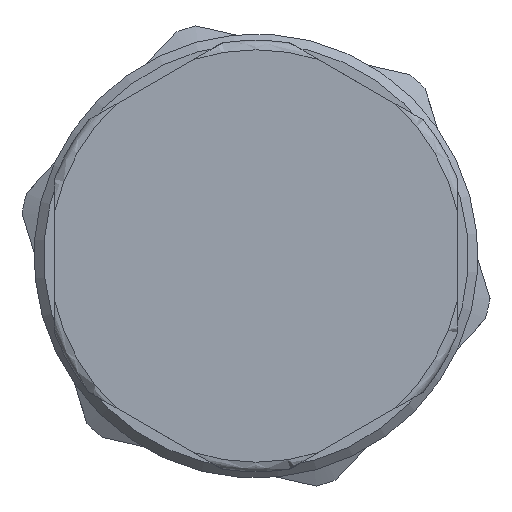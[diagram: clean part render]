
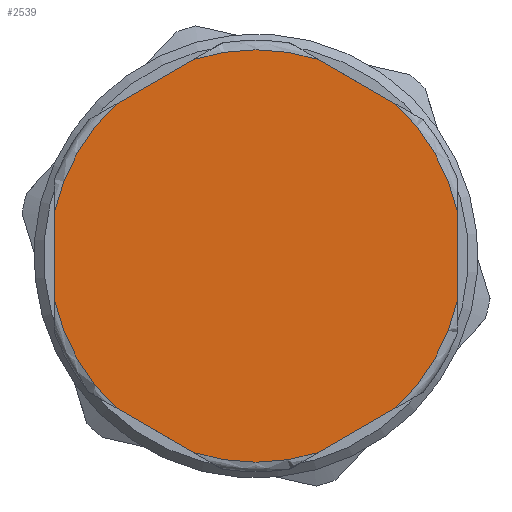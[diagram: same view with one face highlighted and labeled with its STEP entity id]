
A CAD part, left-side view. The second image highlights one B-rep face of the part: STEP entity #2539.
In plain terms, the highlighted planar face has unit normal (-1, 0, 0).
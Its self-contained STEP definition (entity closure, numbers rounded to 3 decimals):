
#1217=CARTESIAN_POINT('',(0.0,7.246,-7.941));
#1218=VERTEX_POINT('',#1217);
#1219=CARTESIAN_POINT('',(0.0,3.254,-10.246));
#1220=VERTEX_POINT('',#1219);
#1221=CARTESIAN_POINT('',(0.,7.246,-7.941));
#1222=DIRECTION('',(0.0,-0.866,-0.5));
#1223=VECTOR('',#1222,4.61);
#1224=LINE('',#1221,#1223);
#1225=EDGE_CURVE('',#1218,#1220,#1224,.T.);
#1349=CARTESIAN_POINT('',(0.0,-3.254,-10.246));
#1350=VERTEX_POINT('',#1349);
#1351=CARTESIAN_POINT('',(0.0,-7.246,-7.941));
#1352=VERTEX_POINT('',#1351);
#1353=CARTESIAN_POINT('',(0.,-3.254,-10.246));
#1354=DIRECTION('',(0.0,-0.866,0.5));
#1355=VECTOR('',#1354,4.61);
#1356=LINE('',#1353,#1355);
#1357=EDGE_CURVE('',#1350,#1352,#1356,.T.);
#1481=CARTESIAN_POINT('',(0.0,-10.5,-2.305));
#1482=VERTEX_POINT('',#1481);
#1483=CARTESIAN_POINT('',(0.0,-10.5,2.305));
#1484=VERTEX_POINT('',#1483);
#1485=CARTESIAN_POINT('',(0.,-10.5,-2.305));
#1486=DIRECTION('',(0.0,0.0,1.0));
#1487=VECTOR('',#1486,4.61);
#1488=LINE('',#1485,#1487);
#1489=EDGE_CURVE('',#1482,#1484,#1488,.T.);
#1613=CARTESIAN_POINT('',(0.0,-7.246,7.941));
#1614=VERTEX_POINT('',#1613);
#1615=CARTESIAN_POINT('',(0.0,-3.254,10.246));
#1616=VERTEX_POINT('',#1615);
#1617=CARTESIAN_POINT('',(0.,-7.246,7.941));
#1618=DIRECTION('',(0.0,0.866,0.5));
#1619=VECTOR('',#1618,4.61);
#1620=LINE('',#1617,#1619);
#1621=EDGE_CURVE('',#1614,#1616,#1620,.T.);
#1745=CARTESIAN_POINT('',(0.0,3.254,10.246));
#1746=VERTEX_POINT('',#1745);
#1747=CARTESIAN_POINT('',(0.0,7.246,7.941));
#1748=VERTEX_POINT('',#1747);
#1749=CARTESIAN_POINT('',(0.,3.254,10.246));
#1750=DIRECTION('',(0.0,0.866,-0.5));
#1751=VECTOR('',#1750,4.61);
#1752=LINE('',#1749,#1751);
#1753=EDGE_CURVE('',#1746,#1748,#1752,.T.);
#2292=CARTESIAN_POINT('',(0.0,10.5,-2.305));
#2293=VERTEX_POINT('',#2292);
#2294=CARTESIAN_POINT('',(0.0,0.0,0.0));
#2295=DIRECTION('',(1.0,0.0,0.0));
#2296=DIRECTION('',(0.0,1.0,0.0));
#2297=AXIS2_PLACEMENT_3D('',#2294,#2295,#2296);
#2298=CIRCLE('',#2297,10.75);
#2299=EDGE_CURVE('',#1218,#2293,#2298,.T.);
#2327=CARTESIAN_POINT('',(0.0,10.5,2.305));
#2328=VERTEX_POINT('',#2327);
#2344=CARTESIAN_POINT('',(0.0,0.0,0.0));
#2345=DIRECTION('',(1.0,0.0,0.0));
#2346=DIRECTION('',(0.0,1.0,0.0));
#2347=AXIS2_PLACEMENT_3D('',#2344,#2345,#2346);
#2348=CIRCLE('',#2347,10.75);
#2349=EDGE_CURVE('',#2328,#1748,#2348,.T.);
#2362=CARTESIAN_POINT('',(0.0,0.0,0.0));
#2363=DIRECTION('',(1.0,0.0,0.0));
#2364=DIRECTION('',(0.0,1.0,0.0));
#2365=AXIS2_PLACEMENT_3D('',#2362,#2363,#2364);
#2366=CIRCLE('',#2365,10.75);
#2367=EDGE_CURVE('',#1746,#1616,#2366,.T.);
#2380=CARTESIAN_POINT('',(0.0,0.0,0.0));
#2381=DIRECTION('',(1.0,0.0,0.0));
#2382=DIRECTION('',(0.0,1.0,0.0));
#2383=AXIS2_PLACEMENT_3D('',#2380,#2381,#2382);
#2384=CIRCLE('',#2383,10.75);
#2385=EDGE_CURVE('',#1614,#1484,#2384,.T.);
#2398=CARTESIAN_POINT('',(0.0,0.0,0.0));
#2399=DIRECTION('',(1.0,0.0,0.0));
#2400=DIRECTION('',(0.0,1.0,0.0));
#2401=AXIS2_PLACEMENT_3D('',#2398,#2399,#2400);
#2402=CIRCLE('',#2401,10.75);
#2403=EDGE_CURVE('',#1482,#1352,#2402,.T.);
#2413=CARTESIAN_POINT('',(0.,10.5,2.305));
#2414=DIRECTION('',(0.0,0.0,-1.0));
#2415=VECTOR('',#2414,4.61);
#2416=LINE('',#2413,#2415);
#2417=EDGE_CURVE('',#2328,#2293,#2416,.T.);
#2514=CARTESIAN_POINT('',(0.,8.55,0.0));
#2515=DIRECTION('',(-1.0,0.0,0.0));
#2516=DIRECTION('',(0.0,0.0,1.0));
#2517=AXIS2_PLACEMENT_3D('',#2514,#2515,#2516);
#2518=PLANE('',#2517);
#2519=ORIENTED_EDGE('',*,*,#1225,.T.);
#2520=CARTESIAN_POINT('',(0.0,0.0,0.0));
#2521=DIRECTION('',(1.0,0.0,0.0));
#2522=DIRECTION('',(0.0,1.0,0.0));
#2523=AXIS2_PLACEMENT_3D('',#2520,#2521,#2522);
#2524=CIRCLE('',#2523,10.75);
#2525=EDGE_CURVE('',#1350,#1220,#2524,.T.);
#2526=ORIENTED_EDGE('',*,*,#2525,.F.);
#2527=ORIENTED_EDGE('',*,*,#1357,.T.);
#2528=ORIENTED_EDGE('',*,*,#2403,.F.);
#2529=ORIENTED_EDGE('',*,*,#1489,.T.);
#2530=ORIENTED_EDGE('',*,*,#2385,.F.);
#2531=ORIENTED_EDGE('',*,*,#1621,.T.);
#2532=ORIENTED_EDGE('',*,*,#2367,.F.);
#2533=ORIENTED_EDGE('',*,*,#1753,.T.);
#2534=ORIENTED_EDGE('',*,*,#2349,.F.);
#2535=ORIENTED_EDGE('',*,*,#2417,.T.);
#2536=ORIENTED_EDGE('',*,*,#2299,.F.);
#2537=EDGE_LOOP('',(#2519,#2526,#2527,#2528,#2529,#2530,#2531,#2532,#2533,#2534,#2535,#2536));
#2538=FACE_OUTER_BOUND('',#2537,.T.);
#2539=ADVANCED_FACE('',(#2538),#2518,.T.);
